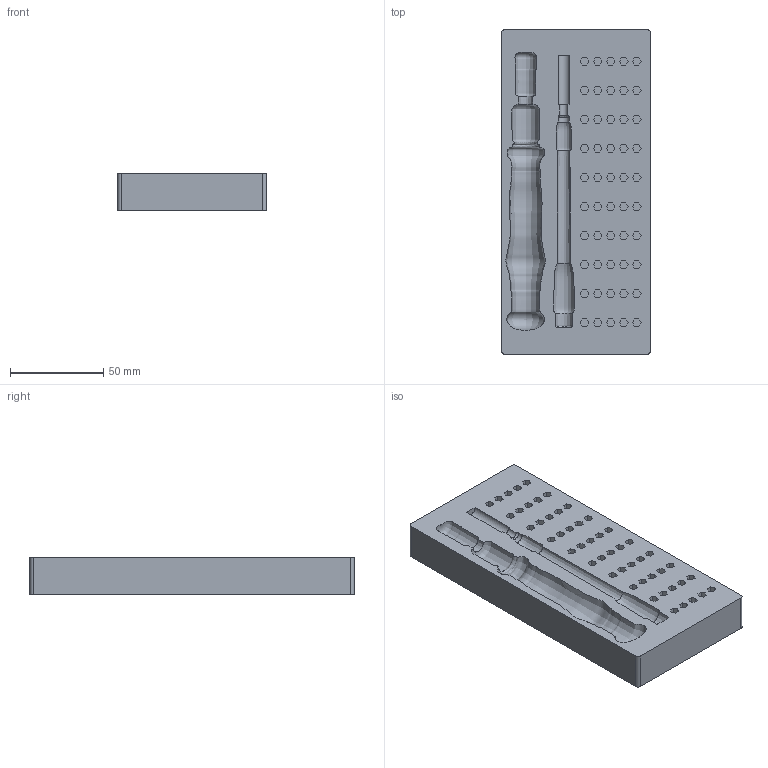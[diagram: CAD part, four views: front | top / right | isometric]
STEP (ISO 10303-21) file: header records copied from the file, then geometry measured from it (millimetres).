
FILE_DESCRIPTION(/* description */ (''),/* implementation_level */ '2;1');
FILE_NAME(/* name */ 'Hobbyset-Screwdriver-Holder.step',/* time_stamp */ '2024-08-07T11:20:13-04:00',/* author */ (''),/* organization */ (''),/* preprocessor_version */ 'ST-DEVELOPER v20',/* originating_system */ 'Autodesk Translation Framework v13.14.0.145',/* authorisation */ '');
FILE_SCHEMA (('AUTOMOTIVE_DESIGN { 1 0 10303 214 3 1 1 }'));
Length unit declared in the file: millimetre
Products named in the file (1): Hobbyset-Screwdriver-Holder
Bounding box: 80 x 173.95 x 20 mm (x, y, z)
Volume: 250805.2 mm3; surface area: 49921.5 mm2
Topology: 1 solids, 1 shells, 377 faces, 975 edges, 649 vertices
Faces by surface type: plane 360, bspline 10, cylinder 7
Entity records: 24265 total; most frequent: CARTESIAN_POINT 15058, ORIENTED_EDGE 1944, DIRECTION 1711, EDGE_CURVE 972, LINE 929, VECTOR 929, VERTEX_POINT 649, EDGE_LOOP 429
